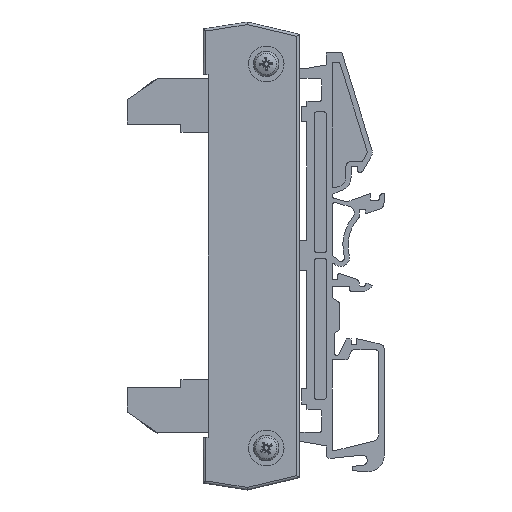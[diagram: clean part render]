
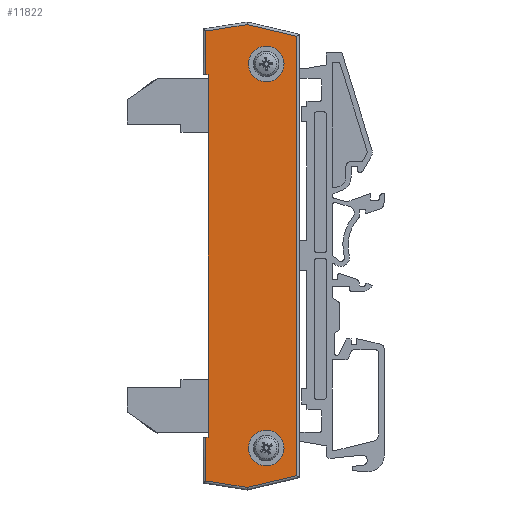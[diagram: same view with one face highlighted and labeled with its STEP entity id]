
A CAD part, left-side view. The second image highlights one B-rep face of the part: STEP entity #11822.
In plain terms, the highlighted face is planar.
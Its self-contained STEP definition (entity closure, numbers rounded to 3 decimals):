
#11361=CARTESIAN_POINT('',(-16.628,6.238,5.0));
#11362=VERTEX_POINT('',#11361);
#11369=CARTESIAN_POINT('',(54.672,6.238,5.0));
#11370=VERTEX_POINT('',#11369);
#11371=CARTESIAN_POINT('',(54.672,6.238,5.0));
#11372=DIRECTION('',(-1.0,0.0,0.0));
#11373=VECTOR('',#11372,71.3);
#11374=LINE('',#11371,#11373);
#11375=EDGE_CURVE('',#11370,#11362,#11374,.T.);
#11618=CARTESIAN_POINT('',(60.272,-5.162,5.0));
#11619=VERTEX_POINT('',#11618);
#11620=CARTESIAN_POINT('',(56.772,-5.162,5.0));
#11621=DIRECTION('',(0.0,0.0,-1.0));
#11622=DIRECTION('',(-1.0,0.0,0.0));
#11623=AXIS2_PLACEMENT_3D('',#11620,#11621,#11622);
#11624=CIRCLE('',#11623,3.5);
#11625=EDGE_CURVE('',#11619,#11619,#11624,.T.);
#11658=CARTESIAN_POINT('',(-15.228,-5.162,5.0));
#11659=VERTEX_POINT('',#11658);
#11660=CARTESIAN_POINT('',(-18.728,-5.162,5.0));
#11661=DIRECTION('',(0.0,0.0,-1.0));
#11662=DIRECTION('',(-1.0,0.0,0.0));
#11663=AXIS2_PLACEMENT_3D('',#11660,#11661,#11662);
#11664=CIRCLE('',#11663,3.5);
#11665=EDGE_CURVE('',#11659,#11659,#11664,.T.);
#11699=CARTESIAN_POINT('',(54.672,6.738,5.0));
#11700=VERTEX_POINT('',#11699);
#11701=CARTESIAN_POINT('',(54.672,6.738,5.0));
#11702=DIRECTION('',(0.0,-1.0,0.0));
#11703=VECTOR('',#11702,0.5);
#11704=LINE('',#11701,#11703);
#11705=EDGE_CURVE('',#11700,#11370,#11704,.T.);
#11730=CARTESIAN_POINT('',(-16.628,6.738,5.0));
#11731=VERTEX_POINT('',#11730);
#11739=CARTESIAN_POINT('',(-16.628,6.238,5.0));
#11740=DIRECTION('',(0.0,1.0,0.0));
#11741=VECTOR('',#11740,0.5);
#11742=LINE('',#11739,#11741);
#11743=EDGE_CURVE('',#11362,#11731,#11742,.T.);
#11752=CARTESIAN_POINT('',(19.022,-2.126,5.0));
#11753=DIRECTION('',(0.0,0.0,1.0));
#11754=DIRECTION('',(1.0,0.0,0.0));
#11755=AXIS2_PLACEMENT_3D('',#11752,#11753,#11754);
#11756=PLANE('',#11755);
#11757=ORIENTED_EDGE('',*,*,#11705,.T.);
#11758=ORIENTED_EDGE('',*,*,#11375,.T.);
#11759=ORIENTED_EDGE('',*,*,#11743,.T.);
#11760=CARTESIAN_POINT('',(-25.176,6.738,5.0));
#11761=VERTEX_POINT('',#11760);
#11762=CARTESIAN_POINT('',(-25.176,6.738,5.0));
#11763=DIRECTION('',(1.0,0.0,0.0));
#11764=VECTOR('',#11763,8.548);
#11765=LINE('',#11762,#11764);
#11766=EDGE_CURVE('',#11761,#11731,#11765,.T.);
#11767=ORIENTED_EDGE('',*,*,#11766,.F.);
#11768=CARTESIAN_POINT('',(-26.459,-1.405,5.0));
#11769=VERTEX_POINT('',#11768);
#11770=CARTESIAN_POINT('',(-26.459,-1.405,5.0));
#11771=DIRECTION('',(0.156,0.988,0.0));
#11772=VECTOR('',#11771,8.244);
#11773=LINE('',#11770,#11772);
#11774=EDGE_CURVE('',#11769,#11761,#11773,.T.);
#11775=ORIENTED_EDGE('',*,*,#11774,.F.);
#11776=CARTESIAN_POINT('',(-24.157,-11.162,5.0));
#11777=VERTEX_POINT('',#11776);
#11778=CARTESIAN_POINT('',(-24.157,-11.162,5.0));
#11779=DIRECTION('',(-0.23,0.973,0.0));
#11780=VECTOR('',#11779,10.024);
#11781=LINE('',#11778,#11780);
#11782=EDGE_CURVE('',#11777,#11769,#11781,.T.);
#11783=ORIENTED_EDGE('',*,*,#11782,.F.);
#11784=CARTESIAN_POINT('',(62.201,-11.162,5.0));
#11785=VERTEX_POINT('',#11784);
#11786=CARTESIAN_POINT('',(62.201,-11.162,5.0));
#11787=DIRECTION('',(-1.0,0.0,0.0));
#11788=VECTOR('',#11787,86.358);
#11789=LINE('',#11786,#11788);
#11790=EDGE_CURVE('',#11785,#11777,#11789,.T.);
#11791=ORIENTED_EDGE('',*,*,#11790,.F.);
#11792=CARTESIAN_POINT('',(64.503,-1.405,5.0));
#11793=VERTEX_POINT('',#11792);
#11794=CARTESIAN_POINT('',(64.503,-1.405,5.0));
#11795=DIRECTION('',(-0.23,-0.973,0.0));
#11796=VECTOR('',#11795,10.024);
#11797=LINE('',#11794,#11796);
#11798=EDGE_CURVE('',#11793,#11785,#11797,.T.);
#11799=ORIENTED_EDGE('',*,*,#11798,.F.);
#11800=CARTESIAN_POINT('',(63.22,6.738,5.0));
#11801=VERTEX_POINT('',#11800);
#11802=CARTESIAN_POINT('',(63.22,6.738,5.0));
#11803=DIRECTION('',(0.156,-0.988,0.0));
#11804=VECTOR('',#11803,8.244);
#11805=LINE('',#11802,#11804);
#11806=EDGE_CURVE('',#11801,#11793,#11805,.T.);
#11807=ORIENTED_EDGE('',*,*,#11806,.F.);
#11808=CARTESIAN_POINT('',(54.672,6.738,5.0));
#11809=DIRECTION('',(1.0,0.0,0.0));
#11810=VECTOR('',#11809,8.548);
#11811=LINE('',#11808,#11810);
#11812=EDGE_CURVE('',#11700,#11801,#11811,.T.);
#11813=ORIENTED_EDGE('',*,*,#11812,.F.);
#11814=EDGE_LOOP('',(#11757,#11758,#11759,#11767,#11775,#11783,#11791,#11799,#11807,#11813));
#11815=FACE_OUTER_BOUND('',#11814,.T.);
#11816=ORIENTED_EDGE('',*,*,#11625,.T.);
#11817=EDGE_LOOP('',(#11816));
#11818=FACE_BOUND('',#11817,.T.);
#11819=ORIENTED_EDGE('',*,*,#11665,.T.);
#11820=EDGE_LOOP('',(#11819));
#11821=FACE_BOUND('',#11820,.T.);
#11822=ADVANCED_FACE('',(#11815,#11818,#11821),#11756,.T.);
